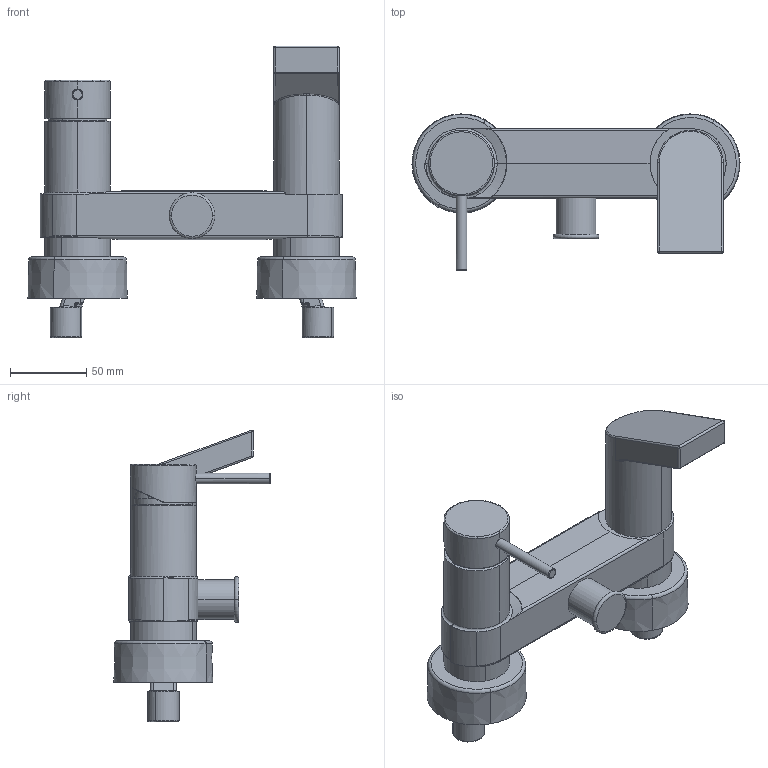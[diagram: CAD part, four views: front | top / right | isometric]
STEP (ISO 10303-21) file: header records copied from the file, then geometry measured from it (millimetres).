
FILE_DESCRIPTION (( 'STEP AP203' ), '1' );
FILE_NAME ('57742101.STEP', '2018-03-27T05:02:51', ( '' ), ( '' ), 'SwSTEP 2.0', 'SolidWorks 2016', '' );
FILE_SCHEMA (( 'CONFIG_CONTROL_DESIGN' ));
Length unit declared in the file: millimetre
Products named in the file (1): 57742101
Bounding box: 214.98 x 102.59 x 191.12 mm (x, y, z)
Volume: 751139.3 mm3; surface area: 85060.2 mm2
Topology: 1 solids, 1 shells, 253 faces, 626 edges, 376 vertices
Faces by surface type: bspline 83, cylinder 73, plane 47, torus 22, cone 17, sphere 11
Entity records: 13585 total; most frequent: CARTESIAN_POINT 8427, ORIENTED_EDGE 1234, DIRECTION 790, EDGE_CURVE 617, VERTEX_POINT 376, AXIS2_PLACEMENT_3D 319, B_SPLINE_CURVE_WITH_KNOTS 269, EDGE_LOOP 263
